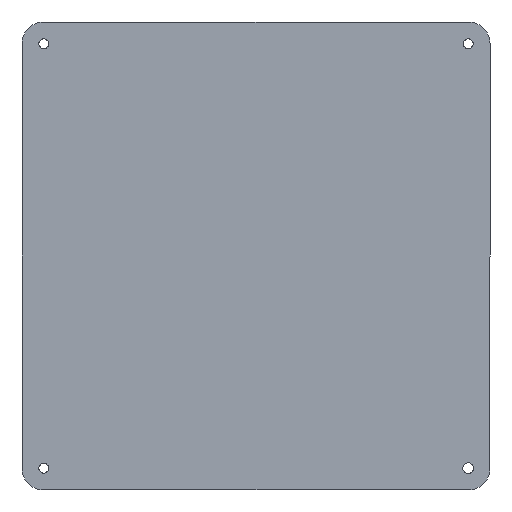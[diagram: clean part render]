
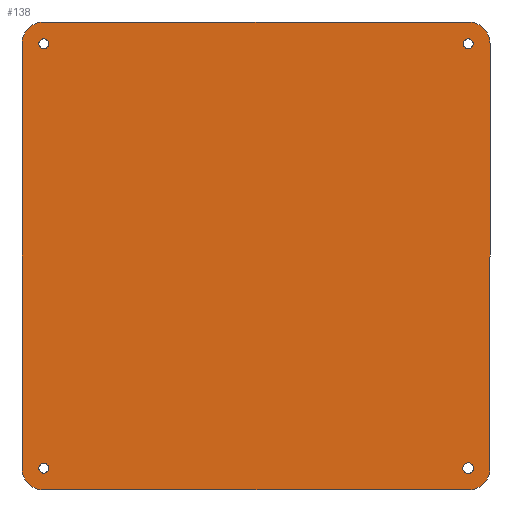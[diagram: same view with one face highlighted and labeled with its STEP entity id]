
A CAD part, front view. The second image highlights one B-rep face of the part: STEP entity #138.
In plain terms, the highlighted planar face has unit normal (0, -1, 0).
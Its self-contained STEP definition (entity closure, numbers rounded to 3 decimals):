
#11 = FACE_BOUND ( 'NONE', #310, .T. ) ;
#12 = VERTEX_POINT ( 'NONE', #274 ) ;
#13 = VERTEX_POINT ( 'NONE', #41 ) ;
#22 = AXIS2_PLACEMENT_3D ( 'NONE', #166, #179, #183 ) ;
#25 = CIRCLE ( 'NONE', #26, 2.25 ) ;
#26 = AXIS2_PLACEMENT_3D ( 'NONE', #233, #265, #154 ) ;
#27 = AXIS2_PLACEMENT_3D ( 'NONE', #213, #217, #224 ) ;
#33 = AXIS2_PLACEMENT_3D ( 'NONE', #169, #171, #172 ) ;
#36 = CIRCLE ( 'NONE', #27, 2.25 ) ;
#38 = AXIS2_PLACEMENT_3D ( 'NONE', #188, #193, #199 ) ;
#41 = CARTESIAN_POINT ( 'NONE',  ( 107.5, 0., -97.5 ) ) ;
#43 = EDGE_LOOP ( 'NONE', ( #569, #538 ) ) ;
#45 = EDGE_LOOP ( 'NONE', ( #431, #565, #360, #236, #448, #425, #497, #400 ) ) ;
#47 = AXIS2_PLACEMENT_3D ( 'NONE', #59, #62, #65 ) ;
#52 = AXIS2_PLACEMENT_3D ( 'NONE', #296, #292, #291 ) ;
#59 = CARTESIAN_POINT ( 'NONE',  ( -97.5, 0., 97.5 ) ) ;
#62 = DIRECTION ( 'NONE',  ( 0., -1., 0. ) ) ;
#65 = DIRECTION ( 'NONE',  ( 0., 0., 1. ) ) ;
#69 = VERTEX_POINT ( 'NONE', #330 ) ;
#80 = CIRCLE ( 'NONE', #146, 2.25 ) ;
#84 = CARTESIAN_POINT ( 'NONE',  ( 97.5, 0., -100. ) ) ;
#93 = VERTEX_POINT ( 'NONE', #374 ) ;
#95 = VECTOR ( 'NONE', #395, 1000. ) ;
#109 = AXIS2_PLACEMENT_3D ( 'NONE', #413, #412, #409 ) ;
#113 = AXIS2_PLACEMENT_3D ( 'NONE', #434, #427, #423 ) ;
#124 = VERTEX_POINT ( 'NONE', #391 ) ;
#132 = AXIS2_PLACEMENT_3D ( 'NONE', #519, #517, #503 ) ;
#134 = ORIENTED_EDGE ( 'NONE', *, *, #161, .T. ) ;
#138 = ADVANCED_FACE ( 'NONE', ( #324, #271, #11, #613, #440 ), #407, .F. ) ;
#146 = AXIS2_PLACEMENT_3D ( 'NONE', #605, #595, #600 ) ;
#154 = DIRECTION ( 'NONE',  ( 0., 0., 1. ) ) ;
#155 = AXIS2_PLACEMENT_3D ( 'NONE', #419, #340, #421 ) ;
#161 = EDGE_CURVE ( 'NONE', #12, #332, #422, .T. ) ;
#166 = CARTESIAN_POINT ( 'NONE',  ( 97.5, 0., -97.5 ) ) ;
#169 = CARTESIAN_POINT ( 'NONE',  ( 97.5, 0., 97.5 ) ) ;
#171 = DIRECTION ( 'NONE',  ( 0., -1., 0. ) ) ;
#172 = DIRECTION ( 'NONE',  ( 0., 0., 1. ) ) ;
#177 = AXIS2_PLACEMENT_3D ( 'NONE', #573, #585, #598 ) ;
#179 = DIRECTION ( 'NONE',  ( 0., -1., 0. ) ) ;
#183 = DIRECTION ( 'NONE',  ( 0., 0., 1. ) ) ;
#184 = ORIENTED_EDGE ( 'NONE', *, *, #620, .T. ) ;
#188 = CARTESIAN_POINT ( 'NONE',  ( -97.5, 0., -97.5 ) ) ;
#193 = DIRECTION ( 'NONE',  ( 0., 1., 0. ) ) ;
#199 = DIRECTION ( 'NONE',  ( 0., 0., 1. ) ) ;
#202 = EDGE_CURVE ( 'NONE', #604, #368, #80, .T. ) ;
#213 = CARTESIAN_POINT ( 'NONE',  ( 97.5, 0., 97.5 ) ) ;
#216 = CIRCLE ( 'NONE', #109, 2.5 ) ;
#217 = DIRECTION ( 'NONE',  ( 0., 1., 0. ) ) ;
#220 = CARTESIAN_POINT ( 'NONE',  ( 97.5, 0., -95. ) ) ;
#224 = DIRECTION ( 'NONE',  ( 0., 0., 1. ) ) ;
#226 = CIRCLE ( 'NONE', #113, 2.25 ) ;
#229 = LINE ( 'NONE', #460, #243 ) ;
#230 = CARTESIAN_POINT ( 'NONE',  ( -97.5, 0., 107.5 ) ) ;
#232 = EDGE_CURVE ( 'NONE', #93, #577, #634, .T. ) ;
#233 = CARTESIAN_POINT ( 'NONE',  ( -97.5, 0., 97.5 ) ) ;
#234 = VERTEX_POINT ( 'NONE', #530 ) ;
#236 = ORIENTED_EDGE ( 'NONE', *, *, #610, .T. ) ;
#243 = VECTOR ( 'NONE', #478, 1000. ) ;
#248 = EDGE_CURVE ( 'NONE', #512, #456, #550, .T. ) ;
#249 = CARTESIAN_POINT ( 'NONE',  ( 97.5, 0., 107.5 ) ) ;
#257 = CARTESIAN_POINT ( 'NONE',  ( -107.5, 0., 97.5 ) ) ;
#259 = VECTOR ( 'NONE', #501, 1000. ) ;
#262 = VERTEX_POINT ( 'NONE', #496 ) ;
#265 = DIRECTION ( 'NONE',  ( 0., 1., 0. ) ) ;
#266 = LINE ( 'NONE', #396, #95 ) ;
#271 = FACE_BOUND ( 'NONE', #300, .T. ) ;
#274 = CARTESIAN_POINT ( 'NONE',  ( -97.5, 0., 95.25 ) ) ;
#286 = CARTESIAN_POINT ( 'NONE',  ( -97.5, 0., -95.25 ) ) ;
#291 = DIRECTION ( 'NONE',  ( 0., 0., 1. ) ) ;
#292 = DIRECTION ( 'NONE',  ( 0., -1., 0. ) ) ;
#294 = EDGE_CURVE ( 'NONE', #464, #441, #229, .T. ) ;
#296 = CARTESIAN_POINT ( 'NONE',  ( -97.5, 0., -97.5 ) ) ;
#300 = EDGE_LOOP ( 'NONE', ( #380, #398 ) ) ;
#310 = EDGE_LOOP ( 'NONE', ( #184, #134 ) ) ;
#311 = DIRECTION ( 'NONE',  ( -1., 0., 0. ) ) ;
#318 = EDGE_CURVE ( 'NONE', #124, #438, #226, .T. ) ;
#319 = EDGE_CURVE ( 'NONE', #456, #512, #216, .T. ) ;
#320 = CARTESIAN_POINT ( 'NONE',  ( -107.5, 0., -107.5 ) ) ;
#324 = FACE_BOUND ( 'NONE', #43, .T. ) ;
#326 = ORIENTED_EDGE ( 'NONE', *, *, #318, .T. ) ;
#330 = CARTESIAN_POINT ( 'NONE',  ( 97.5, 0., -107.5 ) ) ;
#332 = VERTEX_POINT ( 'NONE', #405 ) ;
#333 = EDGE_CURVE ( 'NONE', #262, #13, #266, .T. ) ;
#340 = DIRECTION ( 'NONE',  ( 0., 1., 0. ) ) ;
#360 = ORIENTED_EDGE ( 'NONE', *, *, #333, .F. ) ;
#368 = VERTEX_POINT ( 'NONE', #370 ) ;
#370 = CARTESIAN_POINT ( 'NONE',  ( 97.5, 0., 99.75 ) ) ;
#373 = ORIENTED_EDGE ( 'NONE', *, *, #612, .T. ) ;
#374 = CARTESIAN_POINT ( 'NONE',  ( -107.5, 0., -97.5 ) ) ;
#380 = ORIENTED_EDGE ( 'NONE', *, *, #616, .T. ) ;
#391 = CARTESIAN_POINT ( 'NONE',  ( -97.5, 0., -99.75 ) ) ;
#395 = DIRECTION ( 'NONE',  ( 0., 0., -1. ) ) ;
#396 = CARTESIAN_POINT ( 'NONE',  ( 107.5, 0., -107.5 ) ) ;
#398 = ORIENTED_EDGE ( 'NONE', *, *, #202, .T. ) ;
#400 = ORIENTED_EDGE ( 'NONE', *, *, #589, .T. ) ;
#405 = CARTESIAN_POINT ( 'NONE',  ( -97.5, 0., 99.75 ) ) ;
#407 = PLANE ( 'NONE',  #155 ) ;
#409 = DIRECTION ( 'NONE',  ( 0., 0., 1. ) ) ;
#412 = DIRECTION ( 'NONE',  ( 0., 1., 0. ) ) ;
#413 = CARTESIAN_POINT ( 'NONE',  ( 97.5, 0., -97.5 ) ) ;
#417 = EDGE_LOOP ( 'NONE', ( #373, #326 ) ) ;
#419 = CARTESIAN_POINT ( 'NONE',  ( 0., 0., 0. ) ) ;
#421 = DIRECTION ( 'NONE',  ( 0., 0., 1. ) ) ;
#422 = CIRCLE ( 'NONE', #177, 2.25 ) ;
#423 = DIRECTION ( 'NONE',  ( 0., 0., 1. ) ) ;
#425 = ORIENTED_EDGE ( 'NONE', *, *, #596, .T. ) ;
#426 = EDGE_CURVE ( 'NONE', #69, #234, #632, .T. ) ;
#427 = DIRECTION ( 'NONE',  ( 0., 1., 0. ) ) ;
#431 = ORIENTED_EDGE ( 'NONE', *, *, #426, .F. ) ;
#434 = CARTESIAN_POINT ( 'NONE',  ( -97.5, 0., -97.5 ) ) ;
#438 = VERTEX_POINT ( 'NONE', #286 ) ;
#440 = FACE_OUTER_BOUND ( 'NONE', #45, .T. ) ;
#441 = VERTEX_POINT ( 'NONE', #249 ) ;
#448 = ORIENTED_EDGE ( 'NONE', *, *, #294, .F. ) ;
#456 = VERTEX_POINT ( 'NONE', #220 ) ;
#460 = CARTESIAN_POINT ( 'NONE',  ( -107.5, 0., 107.5 ) ) ;
#464 = VERTEX_POINT ( 'NONE', #230 ) ;
#478 = DIRECTION ( 'NONE',  ( 1., 0., 0. ) ) ;
#482 = CIRCLE ( 'NONE', #22, 10. ) ;
#485 = CIRCLE ( 'NONE', #33, 10. ) ;
#492 = CIRCLE ( 'NONE', #38, 2.25 ) ;
#496 = CARTESIAN_POINT ( 'NONE',  ( 107.5, 0., 97.5 ) ) ;
#497 = ORIENTED_EDGE ( 'NONE', *, *, #232, .F. ) ;
#501 = DIRECTION ( 'NONE',  ( 0., 0., 1. ) ) ;
#503 = DIRECTION ( 'NONE',  ( 0., 0., 1. ) ) ;
#507 = CIRCLE ( 'NONE', #47, 10. ) ;
#512 = VERTEX_POINT ( 'NONE', #84 ) ;
#515 = CARTESIAN_POINT ( 'NONE',  ( 97.5, 0., 95.25 ) ) ;
#517 = DIRECTION ( 'NONE',  ( 0., 1., 0. ) ) ;
#519 = CARTESIAN_POINT ( 'NONE',  ( 97.5, 0., -97.5 ) ) ;
#527 = CARTESIAN_POINT ( 'NONE',  ( -107.5, 0., -107.5 ) ) ;
#528 = CIRCLE ( 'NONE', #52, 10. ) ;
#530 = CARTESIAN_POINT ( 'NONE',  ( -97.5, 0., -107.5 ) ) ;
#538 = ORIENTED_EDGE ( 'NONE', *, *, #248, .T. ) ;
#550 = CIRCLE ( 'NONE', #132, 2.5 ) ;
#565 = ORIENTED_EDGE ( 'NONE', *, *, #622, .T. ) ;
#569 = ORIENTED_EDGE ( 'NONE', *, *, #319, .T. ) ;
#573 = CARTESIAN_POINT ( 'NONE',  ( -97.5, 0., 97.5 ) ) ;
#577 = VERTEX_POINT ( 'NONE', #257 ) ;
#585 = DIRECTION ( 'NONE',  ( 0., 1., 0. ) ) ;
#589 = EDGE_CURVE ( 'NONE', #93, #234, #528, .T. ) ;
#595 = DIRECTION ( 'NONE',  ( 0., 1., 0. ) ) ;
#596 = EDGE_CURVE ( 'NONE', #464, #577, #507, .T. ) ;
#598 = DIRECTION ( 'NONE',  ( 0., 0., 1. ) ) ;
#600 = DIRECTION ( 'NONE',  ( 0., 0., 1. ) ) ;
#604 = VERTEX_POINT ( 'NONE', #515 ) ;
#605 = CARTESIAN_POINT ( 'NONE',  ( 97.5, 0., 97.5 ) ) ;
#609 = VECTOR ( 'NONE', #311, 1000. ) ;
#610 = EDGE_CURVE ( 'NONE', #262, #441, #485, .T. ) ;
#612 = EDGE_CURVE ( 'NONE', #438, #124, #492, .T. ) ;
#613 = FACE_BOUND ( 'NONE', #417, .T. ) ;
#616 = EDGE_CURVE ( 'NONE', #368, #604, #36, .T. ) ;
#620 = EDGE_CURVE ( 'NONE', #332, #12, #25, .T. ) ;
#622 = EDGE_CURVE ( 'NONE', #69, #13, #482, .T. ) ;
#632 = LINE ( 'NONE', #320, #609 ) ;
#634 = LINE ( 'NONE', #527, #259 ) ;
